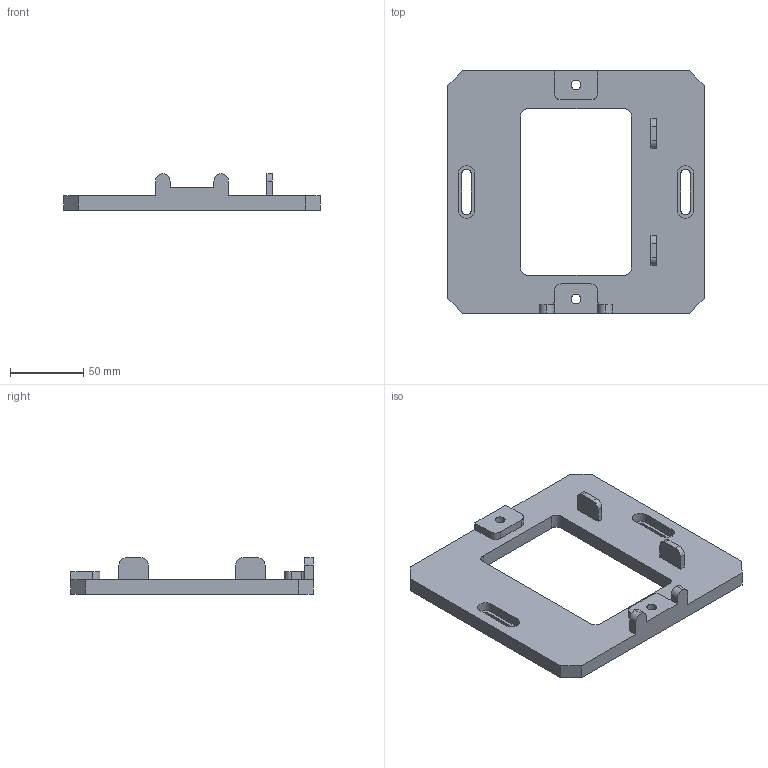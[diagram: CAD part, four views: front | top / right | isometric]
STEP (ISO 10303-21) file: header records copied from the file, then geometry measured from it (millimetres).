
FILE_DESCRIPTION (( 'STEP AP203' ), '1' );
FILE_NAME ('10_pho_cam_hol.STEP', '2021-11-08T12:58:58', ( '' ), ( '' ), 'SwSTEP 2.0', 'SolidWorks 2020', '' );
FILE_SCHEMA (( 'CONFIG_CONTROL_DESIGN' ));
Length unit declared in the file: millimetre
Products named in the file (1): 10_pho_cam_hol
Bounding box: 175.51 x 166 x 25 mm (x, y, z)
Volume: 204650.5 mm3; surface area: 55731.7 mm2
Topology: 1 solids, 1 shells, 94 faces, 253 edges, 167 vertices
Faces by surface type: plane 53, cylinder 39, cone 2
Entity records: 3042 total; most frequent: DIRECTION 519, CARTESIAN_POINT 513, ORIENTED_EDGE 502, EDGE_CURVE 251, AXIS2_PLACEMENT_3D 173, VECTOR 173, LINE 173, VERTEX_POINT 167
